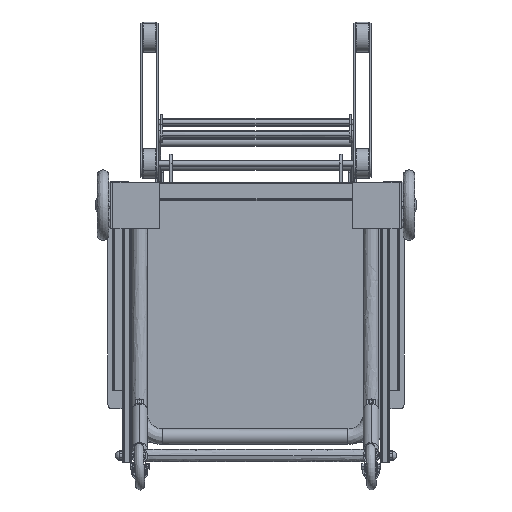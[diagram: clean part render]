
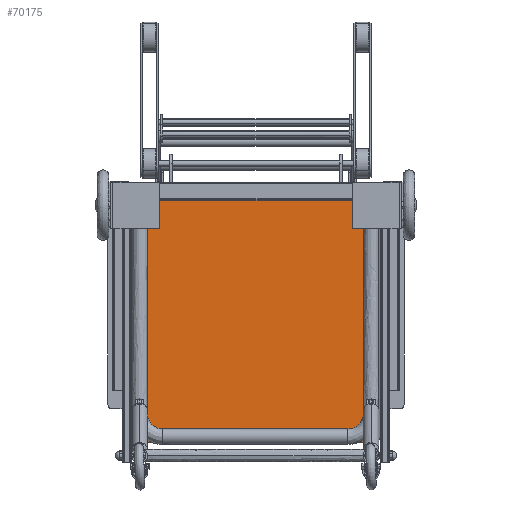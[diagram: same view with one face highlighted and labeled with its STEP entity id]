
A CAD part, front view. The second image highlights one B-rep face of the part: STEP entity #70175.
In plain terms, the highlighted free-form (B-spline) face has degree [1, 1] with [2, 2] control points.
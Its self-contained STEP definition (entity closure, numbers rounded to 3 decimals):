
#69999 = EDGE_CURVE('',#70000,#70002,#70004,.T.);
#70000 = VERTEX_POINT('',#70001);
#70001 = CARTESIAN_POINT('',(-53.605,598.902,
    -73.939));
#70002 = VERTEX_POINT('',#70003);
#70003 = CARTESIAN_POINT('',(-53.605,598.902,
    -669.144));
#70004 = B_SPLINE_CURVE_WITH_KNOTS('',1,(#70005,#70006),.UNSPECIFIED.,
  .F.,.F.,(2,2),(-503.,-20.),.PIECEWISE_BEZIER_KNOTS.);
#70005 = CARTESIAN_POINT('',(-53.605,598.902,
    -73.939));
#70006 = CARTESIAN_POINT('',(-53.605,598.902,
    -669.144));
#70035 = EDGE_CURVE('',#70036,#70038,#70040,.T.);
#70036 = VERTEX_POINT('',#70037);
#70037 = CARTESIAN_POINT('',(-78.252,598.902,
    -693.79));
#70038 = VERTEX_POINT('',#70039);
#70039 = CARTESIAN_POINT('',(-698.103,598.902,
    -693.79));
#70040 = B_SPLINE_CURVE_WITH_KNOTS('',1,(#70041,#70042),.UNSPECIFIED.,
  .F.,.F.,(2,2),(20.,523.),.PIECEWISE_BEZIER_KNOTS.);
#70041 = CARTESIAN_POINT('',(-78.252,598.902,
    -693.79));
#70042 = CARTESIAN_POINT('',(-698.103,598.902,
    -693.79));
#70081 = VERTEX_POINT('',#70082);
#70082 = CARTESIAN_POINT('',(-722.749,598.902,
    -669.144));
#70087 = EDGE_CURVE('',#70081,#70088,#70090,.T.);
#70088 = VERTEX_POINT('',#70089);
#70089 = CARTESIAN_POINT('',(-722.749,598.902,
    -73.939));
#70090 = B_SPLINE_CURVE_WITH_KNOTS('',1,(#70091,#70092),.UNSPECIFIED.,
  .F.,.F.,(2,2),(20.,503.),.PIECEWISE_BEZIER_KNOTS.);
#70091 = CARTESIAN_POINT('',(-722.749,598.902,
    -669.144));
#70092 = CARTESIAN_POINT('',(-722.749,598.902,
    -73.939));
#70107 = EDGE_CURVE('',#70108,#70110,#70112,.T.);
#70108 = VERTEX_POINT('',#70109);
#70109 = CARTESIAN_POINT('',(-698.103,598.902,
    -49.292));
#70110 = VERTEX_POINT('',#70111);
#70111 = CARTESIAN_POINT('',(-78.252,598.902,
    -49.292));
#70112 = B_SPLINE_CURVE_WITH_KNOTS('',1,(#70113,#70114),.UNSPECIFIED.,
  .F.,.F.,(2,2),(-523.,-20.),.PIECEWISE_BEZIER_KNOTS.);
#70113 = CARTESIAN_POINT('',(-698.103,598.902,
    -49.292));
#70114 = CARTESIAN_POINT('',(-78.252,598.902,
    -49.292));
#70175 = ADVANCED_FACE('',(#70176),#70206,.T.);
#70176 = FACE_BOUND('',#70177,.T.);
#70177 = EDGE_LOOP('',(#70178,#70179,#70185,#70186,#70192,#70193,#70199,
    #70200));
#70178 = ORIENTED_EDGE('',*,*,#70087,.F.);
#70179 = ORIENTED_EDGE('',*,*,#70180,.T.);
#70180 = EDGE_CURVE('',#70081,#70038,#70181,.T.);
#70181 = ( BOUNDED_CURVE() B_SPLINE_CURVE(2,(#70182,#70183,#70184),
.UNSPECIFIED.,.F.,.F.) B_SPLINE_CURVE_WITH_KNOTS((3,3),(4.712,
6.283),.PIECEWISE_BEZIER_KNOTS.) CURVE() 
GEOMETRIC_REPRESENTATION_ITEM() RATIONAL_B_SPLINE_CURVE((1.,
0.707,1.)) REPRESENTATION_ITEM('') );
#70182 = CARTESIAN_POINT('',(-722.749,598.902,
    -669.144));
#70183 = CARTESIAN_POINT('',(-722.749,598.902,
    -693.79));
#70184 = CARTESIAN_POINT('',(-698.103,598.902,
    -693.79));
#70185 = ORIENTED_EDGE('',*,*,#70035,.F.);
#70186 = ORIENTED_EDGE('',*,*,#70187,.T.);
#70187 = EDGE_CURVE('',#70036,#70002,#70188,.T.);
#70188 = ( BOUNDED_CURVE() B_SPLINE_CURVE(2,(#70189,#70190,#70191),
.UNSPECIFIED.,.F.,.F.) B_SPLINE_CURVE_WITH_KNOTS((3,3),(0.,
1.571),.PIECEWISE_BEZIER_KNOTS.) CURVE() 
GEOMETRIC_REPRESENTATION_ITEM() RATIONAL_B_SPLINE_CURVE((1.,
0.707,1.)) REPRESENTATION_ITEM('') );
#70189 = CARTESIAN_POINT('',(-78.252,598.902,
    -693.79));
#70190 = CARTESIAN_POINT('',(-53.605,598.902,
    -693.79));
#70191 = CARTESIAN_POINT('',(-53.605,598.902,
    -669.144));
#70192 = ORIENTED_EDGE('',*,*,#69999,.F.);
#70193 = ORIENTED_EDGE('',*,*,#70194,.T.);
#70194 = EDGE_CURVE('',#70000,#70110,#70195,.T.);
#70195 = ( BOUNDED_CURVE() B_SPLINE_CURVE(2,(#70196,#70197,#70198),
.UNSPECIFIED.,.F.,.F.) B_SPLINE_CURVE_WITH_KNOTS((3,3),(1.571,
3.142),.PIECEWISE_BEZIER_KNOTS.) CURVE() 
GEOMETRIC_REPRESENTATION_ITEM() RATIONAL_B_SPLINE_CURVE((1.,
0.707,1.)) REPRESENTATION_ITEM('') );
#70196 = CARTESIAN_POINT('',(-53.605,598.902,
    -73.939));
#70197 = CARTESIAN_POINT('',(-53.605,598.902,
    -49.292));
#70198 = CARTESIAN_POINT('',(-78.252,598.902,
    -49.292));
#70199 = ORIENTED_EDGE('',*,*,#70107,.F.);
#70200 = ORIENTED_EDGE('',*,*,#70201,.T.);
#70201 = EDGE_CURVE('',#70108,#70088,#70202,.T.);
#70202 = ( BOUNDED_CURVE() B_SPLINE_CURVE(2,(#70203,#70204,#70205),
.UNSPECIFIED.,.F.,.F.) B_SPLINE_CURVE_WITH_KNOTS((3,3),(3.142,
4.712),.PIECEWISE_BEZIER_KNOTS.) CURVE() 
GEOMETRIC_REPRESENTATION_ITEM() RATIONAL_B_SPLINE_CURVE((1.,
0.707,1.)) REPRESENTATION_ITEM('') );
#70203 = CARTESIAN_POINT('',(-698.103,598.902,
    -49.292));
#70204 = CARTESIAN_POINT('',(-722.749,598.902,
    -49.292));
#70205 = CARTESIAN_POINT('',(-722.749,598.902,
    -73.939));
#70206 = B_SPLINE_SURFACE_WITH_KNOTS('',1,1,(
    (#70207,#70208)
    ,(#70209,#70210
    )),.UNSPECIFIED.,.F.,.F.,.F.,(2,2),(2,2),(-523.,0.)
  ,(-543.,0.),.PIECEWISE_BEZIER_KNOTS.);
#70207 = CARTESIAN_POINT('',(-722.749,598.902,
    -49.292));
#70208 = CARTESIAN_POINT('',(-53.605,598.902,
    -49.292));
#70209 = CARTESIAN_POINT('',(-722.749,598.902,
    -693.79));
#70210 = CARTESIAN_POINT('',(-53.605,598.902,
    -693.79));
